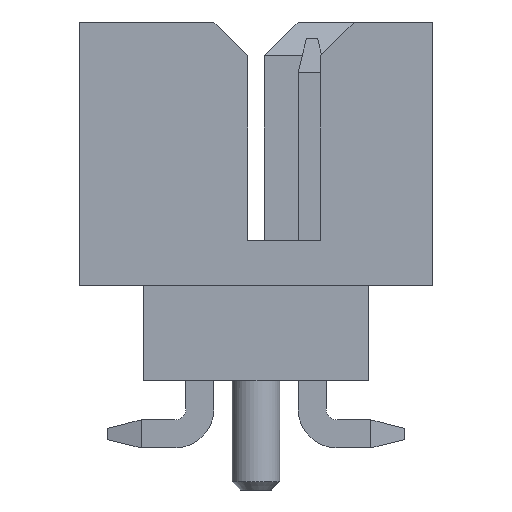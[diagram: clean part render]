
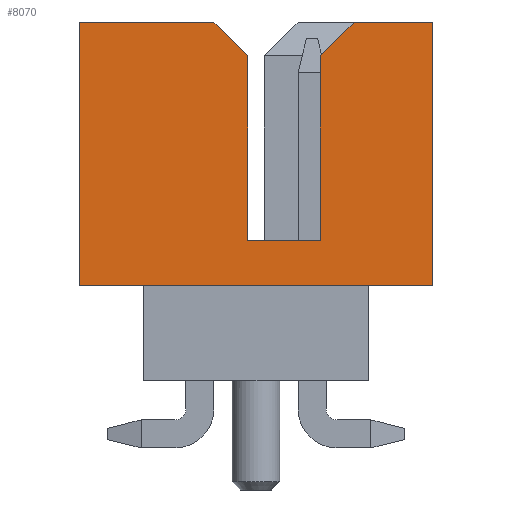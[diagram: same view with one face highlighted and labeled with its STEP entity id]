
A CAD part, left-side view. The second image highlights one B-rep face of the part: STEP entity #8070.
In plain terms, the highlighted planar face has unit normal (-1, 0, 0).
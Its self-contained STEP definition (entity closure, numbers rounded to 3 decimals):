
#166=FACE_OUTER_BOUND($,#655,.T.);
#655=EDGE_LOOP($,(#5290,#5291,#5292,#5293,#5294,#5295,#5296,#5297,#5298,
#5299));
#1167=LINE($,#11464,#2267);
#1171=LINE($,#11473,#2271);
#1172=LINE($,#11474,#2272);
#1173=LINE($,#11476,#2273);
#1174=LINE($,#11478,#2274);
#1175=LINE($,#11480,#2275);
#1176=LINE($,#11482,#2276);
#1177=LINE($,#11484,#2277);
#1178=LINE($,#11486,#2278);
#1179=LINE($,#11487,#2279);
#2267=VECTOR($,#9217,4.7);
#2271=VECTOR($,#9223,0.849);
#2272=VECTOR($,#9224,2.4);
#2273=VECTOR($,#9225,6.3);
#2274=VECTOR($,#9226,4.7);
#2275=VECTOR($,#9227,1.4);
#2276=VECTOR($,#9228,0.849);
#2277=VECTOR($,#9229,3.3);
#2278=VECTOR($,#9230,1.3);
#2279=VECTOR($,#9231,3.3);
#3368=VERTEX_POINT($,#11462);
#3369=VERTEX_POINT($,#11463);
#3372=VERTEX_POINT($,#11471);
#3373=VERTEX_POINT($,#11472);
#3374=VERTEX_POINT($,#11475);
#3375=VERTEX_POINT($,#11477);
#3376=VERTEX_POINT($,#11479);
#3377=VERTEX_POINT($,#11481);
#3378=VERTEX_POINT($,#11483);
#3379=VERTEX_POINT($,#11485);
#4112=EDGE_CURVE($,#3368,#3369,#1167,.T.);
#4116=EDGE_CURVE($,#3372,#3373,#1171,.T.);
#4117=EDGE_CURVE($,#3368,#3373,#1172,.T.);
#4118=EDGE_CURVE($,#3369,#3374,#1173,.T.);
#4119=EDGE_CURVE($,#3375,#3374,#1174,.T.);
#4120=EDGE_CURVE($,#3376,#3375,#1175,.T.);
#4121=EDGE_CURVE($,#3376,#3377,#1176,.T.);
#4122=EDGE_CURVE($,#3377,#3378,#1177,.T.);
#4123=EDGE_CURVE($,#3378,#3379,#1178,.T.);
#4124=EDGE_CURVE($,#3372,#3379,#1179,.T.);
#5290=ORIENTED_EDGE($,*,*,#4116,.T.);
#5291=ORIENTED_EDGE($,*,*,#4117,.F.);
#5292=ORIENTED_EDGE($,*,*,#4112,.T.);
#5293=ORIENTED_EDGE($,*,*,#4118,.T.);
#5294=ORIENTED_EDGE($,*,*,#4119,.F.);
#5295=ORIENTED_EDGE($,*,*,#4120,.F.);
#5296=ORIENTED_EDGE($,*,*,#4121,.T.);
#5297=ORIENTED_EDGE($,*,*,#4122,.T.);
#5298=ORIENTED_EDGE($,*,*,#4123,.T.);
#5299=ORIENTED_EDGE($,*,*,#4124,.F.);
#7615=PLANE($,#8619);
#8070=ADVANCED_FACE($,(#166),#7615,.T.);
#8619=AXIS2_PLACEMENT_3D($,#11470,#9221,#9222);
#9217=DIRECTION($,(0.,0.,-1.));
#9221=DIRECTION('center_axis',(-1.,0.,0.));
#9222=DIRECTION('ref_axis',(0.,0.,-1.));
#9223=DIRECTION($,(0.,0.707,0.707));
#9224=DIRECTION($,(0.,-1.,0.));
#9225=DIRECTION($,(0.,-1.,0.));
#9226=DIRECTION($,(0.,0.,-1.));
#9227=DIRECTION($,(0.,-1.,0.));
#9228=DIRECTION($,(0.,0.707,-0.707));
#9229=DIRECTION($,(0.,0.,-1.));
#9230=DIRECTION($,(0.,1.,0.));
#9231=DIRECTION($,(0.,0.,-1.));
#11462=CARTESIAN_POINT('',(-8.325,3.15,7.6));
#11463=CARTESIAN_POINT('',(-8.325,3.15,2.9));
#11464=CARTESIAN_POINT($,(-8.325,3.15,7.6));
#11470=CARTESIAN_POINT('Origin',(-8.325,3.15,7.6));
#11471=CARTESIAN_POINT('',(-8.325,0.15,7.));
#11472=CARTESIAN_POINT('',(-8.325,0.75,7.6));
#11473=CARTESIAN_POINT($,(-8.325,0.15,7.));
#11474=CARTESIAN_POINT($,(-8.325,3.15,7.6));
#11475=CARTESIAN_POINT('',(-8.325,-3.15,2.9));
#11476=CARTESIAN_POINT($,(-8.325,3.15,2.9));
#11477=CARTESIAN_POINT('',(-8.325,-3.15,7.6));
#11478=CARTESIAN_POINT($,(-8.325,-3.15,7.6));
#11479=CARTESIAN_POINT('',(-8.325,-1.75,7.6));
#11480=CARTESIAN_POINT($,(-8.325,-1.75,7.6));
#11481=CARTESIAN_POINT('',(-8.325,-1.15,7.));
#11482=CARTESIAN_POINT($,(-8.325,-1.75,7.6));
#11483=CARTESIAN_POINT('',(-8.325,-1.15,3.7));
#11484=CARTESIAN_POINT($,(-8.325,-1.15,7.));
#11485=CARTESIAN_POINT('',(-8.325,0.15,3.7));
#11486=CARTESIAN_POINT($,(-8.325,-1.15,3.7));
#11487=CARTESIAN_POINT($,(-8.325,0.15,7.));
